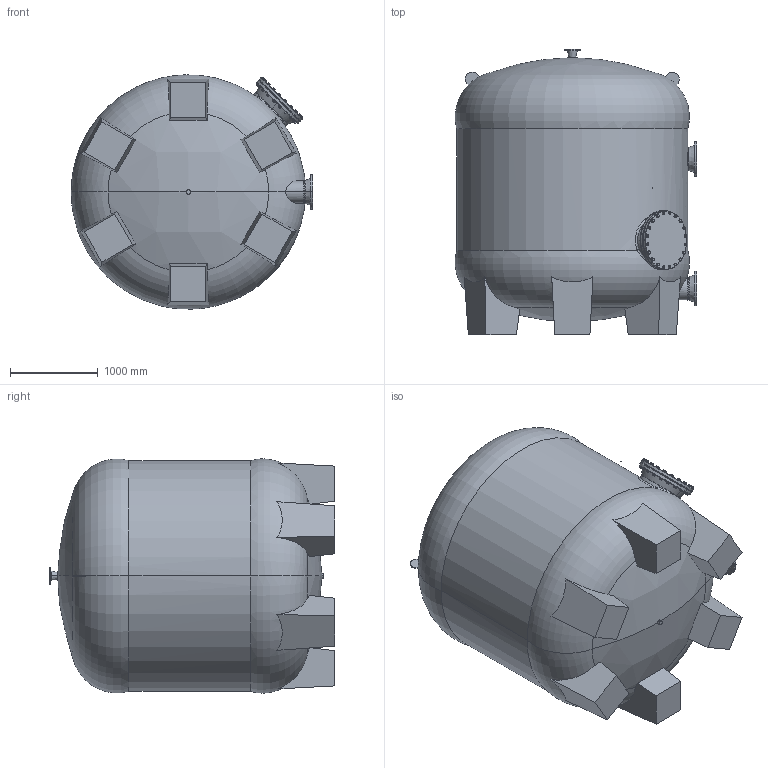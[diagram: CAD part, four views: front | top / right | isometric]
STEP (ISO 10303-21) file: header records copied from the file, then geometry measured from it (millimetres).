
FILE_DESCRIPTION (( 'STEP AP214' ), '1' );
FILE_NAME ('Ozon_reactor_260c.STEP', '2020-11-03T08:09:36', ( '' ), ( '' ), 'SwSTEP 2.0', 'SolidWorks 2019', '' );
FILE_SCHEMA (( 'AUTOMOTIVE_DESIGN' ));
Length unit declared in the file: millimetre
Products named in the file (1): Ozon_reactor_260c
Bounding box: 2746.43 x 3249.76 x 2663.48 mm (x, y, z)
Surface area: 36075818.1 mm2 (no closed solid volume)
Topology: 0 solids, 76 shells, 775 faces, 1898 edges, 1198 vertices
Faces by surface type: plane 330, cone 268, cylinder 123, torus 46, bspline 4, sphere 4
Entity records: 55811 total; most frequent: CARTESIAN_POINT 32504, ORIENTED_EDGE 3399, DIRECTION 1991, EDGE_CURVE 1898, B_SPLINE_CURVE_WITH_KNOTS 1637, VERTEX_POINT 1198, AXIS2_PLACEMENT_3D 958, EDGE_LOOP 840
